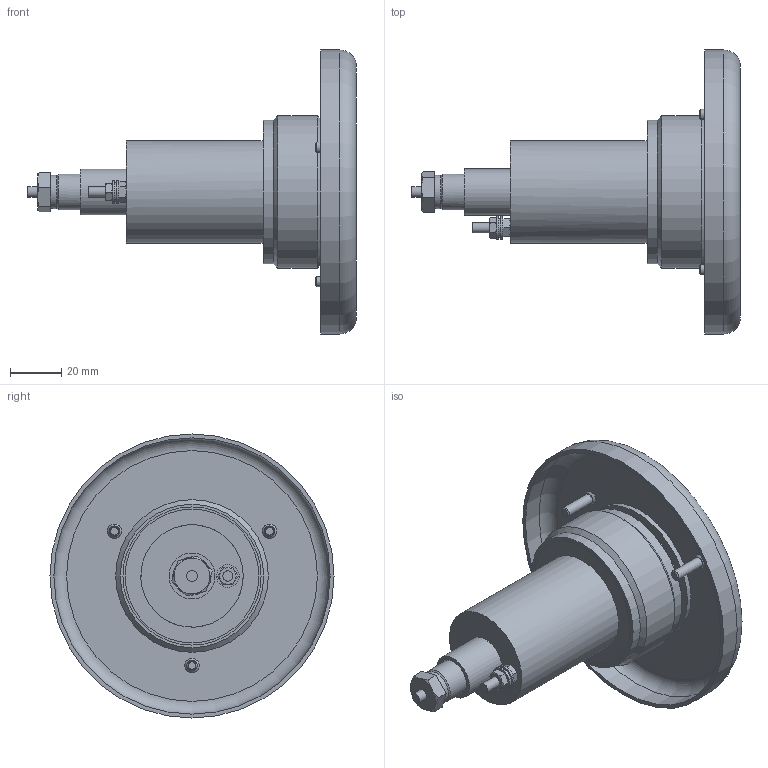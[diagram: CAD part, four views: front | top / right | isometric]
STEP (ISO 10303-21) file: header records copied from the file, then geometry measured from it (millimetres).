
FILE_DESCRIPTION (( 'STEP AP203' ), '1' );
FILE_NAME ('珇.05.STEP', '2025-03-14T11:35:51', ( '' ), ( '' ), 'SwSTEP 2.0', 'SolidWorks 2022', '' );
FILE_SCHEMA (( 'CONFIG_CONTROL_DESIGN' ));
Length unit declared in the file: millimetre
Products named in the file (1): ПС.05
Bounding box: 128.5 x 111 x 111 mm (x, y, z)
Volume: 178000.3 mm3; surface area: 59425.9 mm2
Topology: 12 solids, 12 shells, 143 faces, 293 edges, 184 vertices
Faces by surface type: plane 78, cone 31, cylinder 28, torus 6
Full cylindrical faces by diameter (mm): 3.3 x1, 4 x4, 4.2 x1, 4.3 x2, 8 x3, 9 x2, 13 x1, 14 x1, 18 x1, 40 x1, 49.5 x1, 52.3 x1, 53.987 x1, 56 x3, 59.614 x1, 108 x1, 111 x1
Entity records: 3595 total; most frequent: CARTESIAN_POINT 770, DIRECTION 574, ORIENTED_EDGE 460, AXIS2_PLACEMENT_3D 240, EDGE_CURVE 230, EDGE_LOOP 220, FACE_OUTER_BOUND 175, VERTEX_POINT 172
